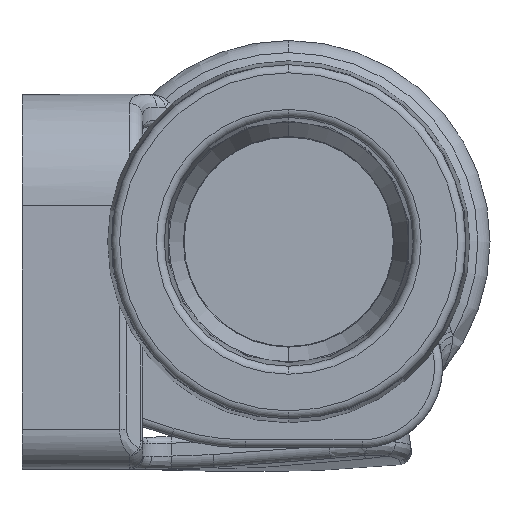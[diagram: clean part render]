
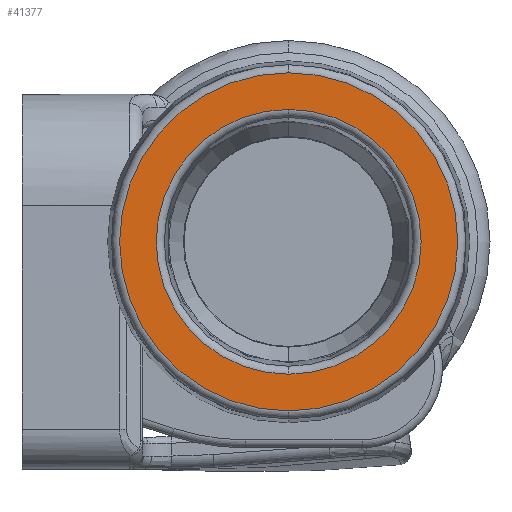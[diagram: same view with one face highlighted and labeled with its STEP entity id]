
A CAD part, left-side view. The second image highlights one B-rep face of the part: STEP entity #41377.
In plain terms, the highlighted planar face has unit normal (-1, 0, 0).
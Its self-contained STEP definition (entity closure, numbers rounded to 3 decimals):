
#486 = DIRECTION ( 'NONE',  ( 0., 0., 1. ) ) ;
#3145 = AXIS2_PLACEMENT_3D ( 'NONE', #44770, #22585, #486 ) ;
#6833 = DIRECTION ( 'NONE',  ( -1., 0., 0. ) ) ;
#7771 = EDGE_CURVE ( 'NONE', #40151, #11712, #44840, .T. ) ;
#7948 = CARTESIAN_POINT ( 'NONE',  ( -34.05, -6., 8.229 ) ) ;
#9863 = AXIS2_PLACEMENT_3D ( 'NONE', #28974, #6833, #32725 ) ;
#10831 = EDGE_CURVE ( 'NONE', #11712, #40151, #15535, .T. ) ;
#11712 = VERTEX_POINT ( 'NONE', #23225 ) ;
#13070 = FACE_BOUND ( 'NONE', #38472, .T. ) ;
#14417 = PLANE ( 'NONE',  #36903 ) ;
#15535 = CIRCLE ( 'NONE', #35396, 8.229 ) ;
#15536 = CARTESIAN_POINT ( 'NONE',  ( -34.05, -6., 0. ) ) ;
#17202 = CARTESIAN_POINT ( 'NONE',  ( -34.05, 4.504, 0. ) ) ;
#17431 = EDGE_CURVE ( 'NONE', #19172, #44701, #34322, .T. ) ;
#18161 = DIRECTION ( 'NONE',  ( 1., 0., 0. ) ) ;
#18936 = CARTESIAN_POINT ( 'NONE',  ( -34.05, -6., 0. ) ) ;
#19172 = VERTEX_POINT ( 'NONE', #40354 ) ;
#19292 = DIRECTION ( 'NONE',  ( 0., 0., 1. ) ) ;
#21113 = ORIENTED_EDGE ( 'NONE', *, *, #7771, .F. ) ;
#22585 = DIRECTION ( 'NONE',  ( -1., 0., 0. ) ) ;
#22657 = DIRECTION ( 'NONE',  ( 0., 0., 1. ) ) ;
#23177 = EDGE_CURVE ( 'NONE', #44701, #19172, #35072, .T. ) ;
#23225 = CARTESIAN_POINT ( 'NONE',  ( -34.05, -6., -8.229 ) ) ;
#28974 = CARTESIAN_POINT ( 'NONE',  ( -34.05, -6., 0. ) ) ;
#31953 = EDGE_LOOP ( 'NONE', ( #39886, #39406 ) ) ;
#32512 = CARTESIAN_POINT ( 'NONE',  ( -34.05, -6., 10.504 ) ) ;
#32725 = DIRECTION ( 'NONE',  ( 0., 0., 1. ) ) ;
#33137 = AXIS2_PLACEMENT_3D ( 'NONE', #15536, #41461, #19292 ) ;
#34322 = CIRCLE ( 'NONE', #33137, 10.504 ) ;
#35072 = CIRCLE ( 'NONE', #3145, 10.504 ) ;
#35396 = AXIS2_PLACEMENT_3D ( 'NONE', #18936, #44844, #22657 ) ;
#36903 = AXIS2_PLACEMENT_3D ( 'NONE', #17202, #18161, #44048 ) ;
#38472 = EDGE_LOOP ( 'NONE', ( #21113, #45434 ) ) ;
#39406 = ORIENTED_EDGE ( 'NONE', *, *, #17431, .T. ) ;
#39886 = ORIENTED_EDGE ( 'NONE', *, *, #23177, .T. ) ;
#40151 = VERTEX_POINT ( 'NONE', #7948 ) ;
#40354 = CARTESIAN_POINT ( 'NONE',  ( -34.05, -6., -10.504 ) ) ;
#41377 = ADVANCED_FACE ( 'NONE', ( #13070, #42611 ), #14417, .F. ) ;
#41461 = DIRECTION ( 'NONE',  ( -1., 0., 0. ) ) ;
#42611 = FACE_OUTER_BOUND ( 'NONE', #31953, .T. ) ;
#44048 = DIRECTION ( 'NONE',  ( 0., 0., -1. ) ) ;
#44701 = VERTEX_POINT ( 'NONE', #32512 ) ;
#44770 = CARTESIAN_POINT ( 'NONE',  ( -34.05, -6., 0. ) ) ;
#44840 = CIRCLE ( 'NONE', #9863, 8.229 ) ;
#44844 = DIRECTION ( 'NONE',  ( -1., 0., 0. ) ) ;
#45434 = ORIENTED_EDGE ( 'NONE', *, *, #10831, .F. ) ;
